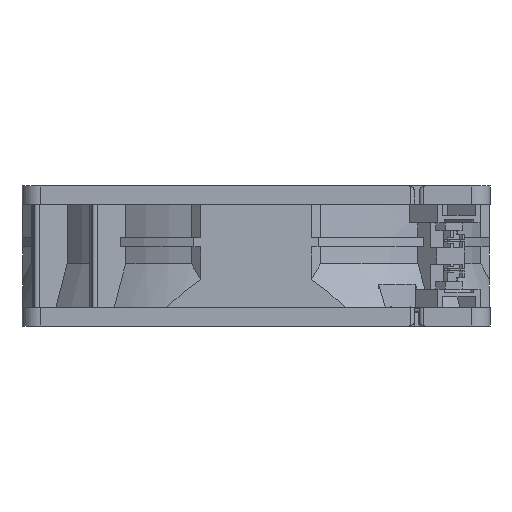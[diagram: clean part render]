
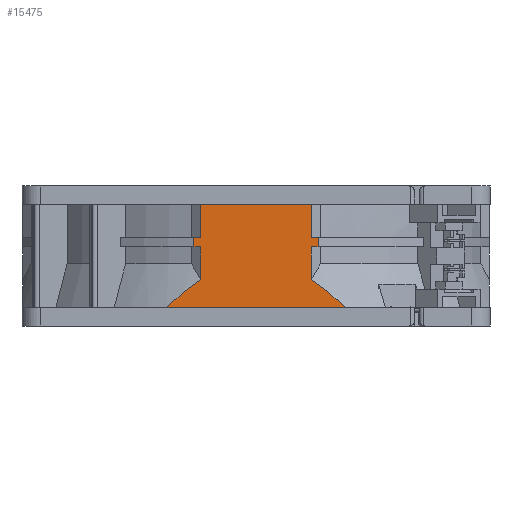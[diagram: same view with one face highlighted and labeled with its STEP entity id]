
A CAD part, left-side view. The second image highlights one B-rep face of the part: STEP entity #15475.
In plain terms, the highlighted planar face has unit normal (-1, 0, 0).
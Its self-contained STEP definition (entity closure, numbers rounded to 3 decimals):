
#356=DIRECTION('',(0.,-1.,0.));
#357=VECTOR('',#356,48.578);
#358=CARTESIAN_POINT('',(-63.3,24.289,5.));
#359=LINE('',#358,#357);
#4313=DIRECTION('',(0.,1.,0.));
#4314=VECTOR('',#4313,1.833);
#4315=CARTESIAN_POINT('',(-63.3,-16.833,21.5));
#4316=LINE('',#4315,#4314);
#4317=CARTESIAN_POINT('',(-63.3,-15.,12.578));
#4318=CARTESIAN_POINT('',(-63.3,-16.081,11.89));
#4319=CARTESIAN_POINT('',(-63.3,-18.202,10.4));
#4320=CARTESIAN_POINT('',(-63.3,-21.275,7.872));
#4321=CARTESIAN_POINT('',(-63.3,-23.29,5.988));
#4322=CARTESIAN_POINT('',(-63.3,-24.289,5.));
#4324=CARTESIAN_POINT('',(-63.3,24.289,5.));
#4325=CARTESIAN_POINT('',(-63.3,23.289,5.988));
#4326=CARTESIAN_POINT('',(-63.3,21.273,7.874));
#4327=CARTESIAN_POINT('',(-63.3,18.2,10.402));
#4328=CARTESIAN_POINT('',(-63.3,16.08,11.891));
#4329=CARTESIAN_POINT('',(-63.3,15.,12.578));
#4331=DIRECTION('',(0.,0.,1.));
#4332=VECTOR('',#4331,8.922);
#4333=CARTESIAN_POINT('',(-63.3,15.,12.578));
#4334=LINE('',#4333,#4332);
#4335=DIRECTION('',(0.,1.,0.));
#4336=VECTOR('',#4335,1.833);
#4337=CARTESIAN_POINT('',(-63.3,15.,21.5));
#4338=LINE('',#4337,#4336);
#4339=DIRECTION('',(0.,0.,1.));
#4340=VECTOR('',#4339,9.);
#4341=CARTESIAN_POINT('',(-63.3,15.,24.));
#4342=LINE('',#4341,#4340);
#4561=DIRECTION('',(0.,1.,0.));
#4562=VECTOR('',#4561,30.);
#4563=CARTESIAN_POINT('',(-63.3,-15.,33.));
#4564=LINE('',#4563,#4562);
#6795=DIRECTION('',(0.,0.,1.));
#6796=VECTOR('',#6795,8.922);
#6797=CARTESIAN_POINT('',(-63.3,-15.,12.578));
#6798=LINE('',#6797,#6796);
#6821=DIRECTION('',(0.,0.,1.));
#6822=VECTOR('',#6821,2.5);
#6823=CARTESIAN_POINT('',(-63.3,-16.833,21.5));
#6824=LINE('',#6823,#6822);
#6834=DIRECTION('',(0.,1.,0.));
#6835=VECTOR('',#6834,1.833);
#6836=CARTESIAN_POINT('',(-63.3,-16.833,24.));
#6837=LINE('',#6836,#6835);
#6847=DIRECTION('',(0.,0.,1.));
#6848=VECTOR('',#6847,9.);
#6849=CARTESIAN_POINT('',(-63.3,-15.,24.));
#6850=LINE('',#6849,#6848);
#7354=DIRECTION('',(0.,1.,0.));
#7355=VECTOR('',#7354,1.833);
#7356=CARTESIAN_POINT('',(-63.3,15.,24.));
#7357=LINE('',#7356,#7355);
#7376=DIRECTION('',(0.,0.,-1.));
#7377=VECTOR('',#7376,2.5);
#7378=CARTESIAN_POINT('',(-63.3,16.833,24.));
#7379=LINE('',#7378,#7377);
#7773=CARTESIAN_POINT('',(-63.3,15.,12.578));
#8555=CARTESIAN_POINT('',(-63.3,24.289,5.));
#8556=VERTEX_POINT('',#8555);
#8557=CARTESIAN_POINT('',(-63.3,-24.289,5.));
#8558=VERTEX_POINT('',#8557);
#8744=CARTESIAN_POINT('',(-63.3,-15.,33.));
#8745=VERTEX_POINT('',#8744);
#8746=CARTESIAN_POINT('',(-63.3,15.,33.));
#8747=VERTEX_POINT('',#8746);
#8881=VERTEX_POINT('',#7773);
#8899=VERTEX_POINT('',#4317);
#8950=CARTESIAN_POINT('',(-63.3,15.,21.5));
#8951=VERTEX_POINT('',#8950);
#8952=CARTESIAN_POINT('',(-63.3,15.,24.));
#8953=VERTEX_POINT('',#8952);
#8964=CARTESIAN_POINT('',(-63.3,16.833,21.5));
#8965=VERTEX_POINT('',#8964);
#9012=CARTESIAN_POINT('',(-63.3,-15.,21.5));
#9013=VERTEX_POINT('',#9012);
#9014=CARTESIAN_POINT('',(-63.3,-16.833,21.5));
#9015=VERTEX_POINT('',#9014);
#9071=CARTESIAN_POINT('',(-63.3,16.833,24.));
#9072=VERTEX_POINT('',#9071);
#9103=CARTESIAN_POINT('',(-63.3,-16.833,24.));
#9104=VERTEX_POINT('',#9103);
#9105=CARTESIAN_POINT('',(-63.3,-15.,24.));
#9106=VERTEX_POINT('',#9105);
#15442=CARTESIAN_POINT('',(-63.3,16.833,24.));
#15443=DIRECTION('',(-1.,0.,0.));
#15444=DIRECTION('',(0.,-1.,0.));
#15445=AXIS2_PLACEMENT_3D('',#15442,#15443,#15444);
#15446=PLANE('',#15445);
#15448=ORIENTED_EDGE('',*,*,#15447,.F.);
#15450=ORIENTED_EDGE('',*,*,#15449,.F.);
#15452=ORIENTED_EDGE('',*,*,#15451,.F.);
#15454=ORIENTED_EDGE('',*,*,#15453,.F.);
#15456=ORIENTED_EDGE('',*,*,#15455,.T.);
#15458=ORIENTED_EDGE('',*,*,#15457,.F.);
#15459=ORIENTED_EDGE('',*,*,#15417,.T.);
#15460=ORIENTED_EDGE('',*,*,#10087,.F.);
#15462=ORIENTED_EDGE('',*,*,#15461,.T.);
#15464=ORIENTED_EDGE('',*,*,#15463,.T.);
#15466=ORIENTED_EDGE('',*,*,#15465,.T.);
#15468=ORIENTED_EDGE('',*,*,#15467,.F.);
#15470=ORIENTED_EDGE('',*,*,#15469,.F.);
#15472=ORIENTED_EDGE('',*,*,#15471,.T.);
#15473=EDGE_LOOP('',(#15448,#15450,#15452,#15454,#15456,#15458,#15459,#15460,
#15462,#15464,#15466,#15468,#15470,#15472));
#15474=FACE_OUTER_BOUND('',#15473,.F.);
#15475=ADVANCED_FACE('',(#15474),#15446,.T.);
#4323=B_SPLINE_CURVE_WITH_KNOTS('',3,(#4317,#4318,#4319,#4320,#4321,#4322),
.UNSPECIFIED.,.F.,.F.,(4,1,1,4),(0.,0.333,0.667,1.),
.UNSPECIFIED.);
#4330=B_SPLINE_CURVE_WITH_KNOTS('',3,(#4324,#4325,#4326,#4327,#4328,#4329),
.UNSPECIFIED.,.F.,.F.,(4,1,1,4),(0.,0.333,0.667,1.),
.UNSPECIFIED.);
#10087=EDGE_CURVE('',#8556,#8558,#359,.T.);
#15417=EDGE_CURVE('',#8899,#8558,#4323,.T.);
#15447=EDGE_CURVE('',#8745,#8747,#4564,.T.);
#15449=EDGE_CURVE('',#9106,#8745,#6850,.T.);
#15451=EDGE_CURVE('',#9104,#9106,#6837,.T.);
#15453=EDGE_CURVE('',#9015,#9104,#6824,.T.);
#15455=EDGE_CURVE('',#9015,#9013,#4316,.T.);
#15457=EDGE_CURVE('',#8899,#9013,#6798,.T.);
#15461=EDGE_CURVE('',#8556,#8881,#4330,.T.);
#15463=EDGE_CURVE('',#8881,#8951,#4334,.T.);
#15465=EDGE_CURVE('',#8951,#8965,#4338,.T.);
#15467=EDGE_CURVE('',#9072,#8965,#7379,.T.);
#15469=EDGE_CURVE('',#8953,#9072,#7357,.T.);
#15471=EDGE_CURVE('',#8953,#8747,#4342,.T.);
